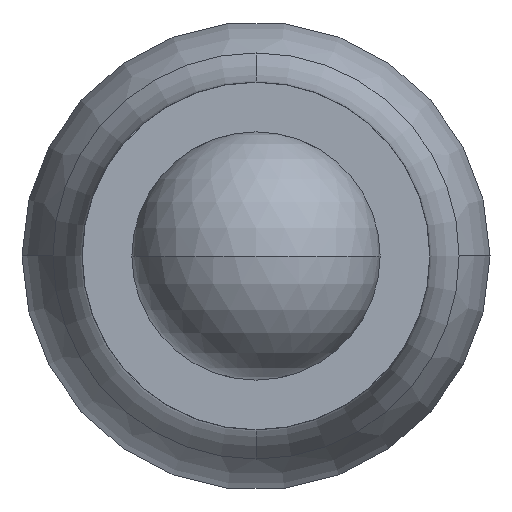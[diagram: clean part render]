
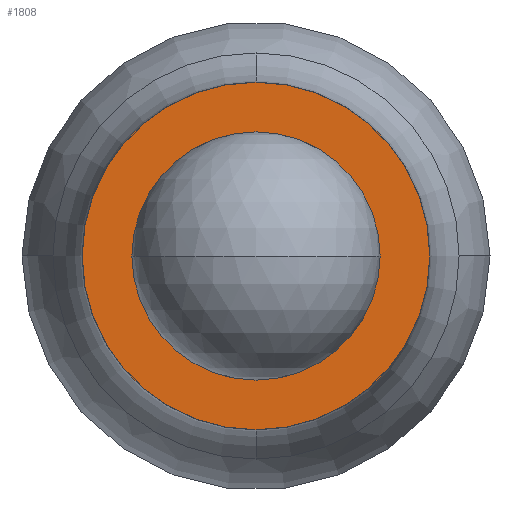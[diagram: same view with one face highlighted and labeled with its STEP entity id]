
A CAD part, front view. The second image highlights one B-rep face of the part: STEP entity #1808.
In plain terms, the highlighted planar face has unit normal (0, -1, 0).
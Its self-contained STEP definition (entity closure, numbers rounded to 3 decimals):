
#38 = DIRECTION ( 'NONE',  ( 0., 1., 0. ) ) ;
#70 = CIRCLE ( 'NONE', #1919, 0.386 ) ;
#126 = CARTESIAN_POINT ( 'NONE',  ( 0., -20.5, 0. ) ) ;
#138 = DIRECTION ( 'NONE',  ( 0., 0., 1. ) ) ;
#198 = EDGE_CURVE ( 'Defeature ausgef�hrt1_11+Defeature ausgef�hrt1_12+Defeature ausgef�hrt1_12+Defeature ausgef�hrt1_12', #2752, #1454, #2734, .T. ) ;
#389 = AXIS2_PLACEMENT_3D ( 'NONE', #126, #1325, #3003 ) ;
#479 = ORIENTED_EDGE ( 'NONE', *, *, #2087, .T. ) ;
#563 = CIRCLE ( 'NONE', #2112, 0.386 ) ;
#585 = DIRECTION ( 'NONE',  ( 0., 0., -1. ) ) ;
#652 = CARTESIAN_POINT ( 'NONE',  ( 0., -20.5, 0.275 ) ) ;
#693 = DIRECTION ( 'NONE',  ( 0., 0., 1. ) ) ;
#711 = ORIENTED_EDGE ( 'NONE', *, *, #198, .T. ) ;
#714 = VERTEX_POINT ( 'NONE', #1502 ) ;
#745 = CARTESIAN_POINT ( 'NONE',  ( 0., -20.5, 0. ) ) ;
#840 = CARTESIAN_POINT ( 'NONE',  ( 0., -20.5, 0. ) ) ;
#938 = AXIS2_PLACEMENT_3D ( 'NONE', #3023, #2522, #138 ) ;
#1214 = CARTESIAN_POINT ( 'NONE',  ( 0.45, -20.5, 0. ) ) ;
#1325 = DIRECTION ( 'NONE',  ( 0., 1., 0. ) ) ;
#1359 = ORIENTED_EDGE ( 'NONE', *, *, #1916, .F. ) ;
#1360 = FACE_OUTER_BOUND ( 'NONE', #1401, .T. ) ;
#1386 = ORIENTED_EDGE ( 'NONE', *, *, #2414, .F. ) ;
#1401 = EDGE_LOOP ( 'NONE', ( #1386, #1359 ) ) ;
#1454 = VERTEX_POINT ( 'NONE', #652 ) ;
#1471 = FACE_BOUND ( 'NONE', #2131, .T. ) ;
#1502 = CARTESIAN_POINT ( 'NONE',  ( 0., -20.5, -0.386 ) ) ;
#1664 = DIRECTION ( 'NONE',  ( 0., 1., 0. ) ) ;
#1683 = AXIS2_PLACEMENT_3D ( 'NONE', #1214, #1664, #693 ) ;
#1808 = ADVANCED_FACE ( 'Defeature ausgef�hrt1_11', ( #1471, #1360 ), #1911, .F. ) ;
#1820 = CARTESIAN_POINT ( 'NONE',  ( 0., -20.5, 0.386 ) ) ;
#1911 = PLANE ( 'NONE',  #1683 ) ;
#1916 = EDGE_CURVE ( 'Defeature ausgef�hrt1_10+Defeature ausgef�hrt1_11+Defeature ausgef�hrt1_11+Defeature ausgef�hrt1_11', #714, #2498, #563, .T. ) ;
#1919 = AXIS2_PLACEMENT_3D ( 'NONE', #840, #2524, #585 ) ;
#2087 = EDGE_CURVE ( 'Defeature ausgef�hrt1_11+Defeature ausgef�hrt1_12+Defeature ausgef�hrt1_12+Defeature ausgef�hrt1_12', #1454, #2752, #2562, .T. ) ;
#2112 = AXIS2_PLACEMENT_3D ( 'NONE', #745, #38, #2222 ) ;
#2131 = EDGE_LOOP ( 'NONE', ( #711, #479 ) ) ;
#2222 = DIRECTION ( 'NONE',  ( 0., 0., -1. ) ) ;
#2414 = EDGE_CURVE ( 'Defeature ausgef�hrt1_10+Defeature ausgef�hrt1_11+Defeature ausgef�hrt1_11+Defeature ausgef�hrt1_11', #2498, #714, #70, .T. ) ;
#2498 = VERTEX_POINT ( 'NONE', #1820 ) ;
#2522 = DIRECTION ( 'NONE',  ( 0., 1., 0. ) ) ;
#2524 = DIRECTION ( 'NONE',  ( 0., 1., 0. ) ) ;
#2562 = CIRCLE ( 'NONE', #389, 0.275 ) ;
#2619 = CARTESIAN_POINT ( 'NONE',  ( 0., -20.5, -0.275 ) ) ;
#2734 = CIRCLE ( 'NONE', #938, 0.275 ) ;
#2752 = VERTEX_POINT ( 'NONE', #2619 ) ;
#3003 = DIRECTION ( 'NONE',  ( 0., 0., 1. ) ) ;
#3023 = CARTESIAN_POINT ( 'NONE',  ( 0., -20.5, 0. ) ) ;
